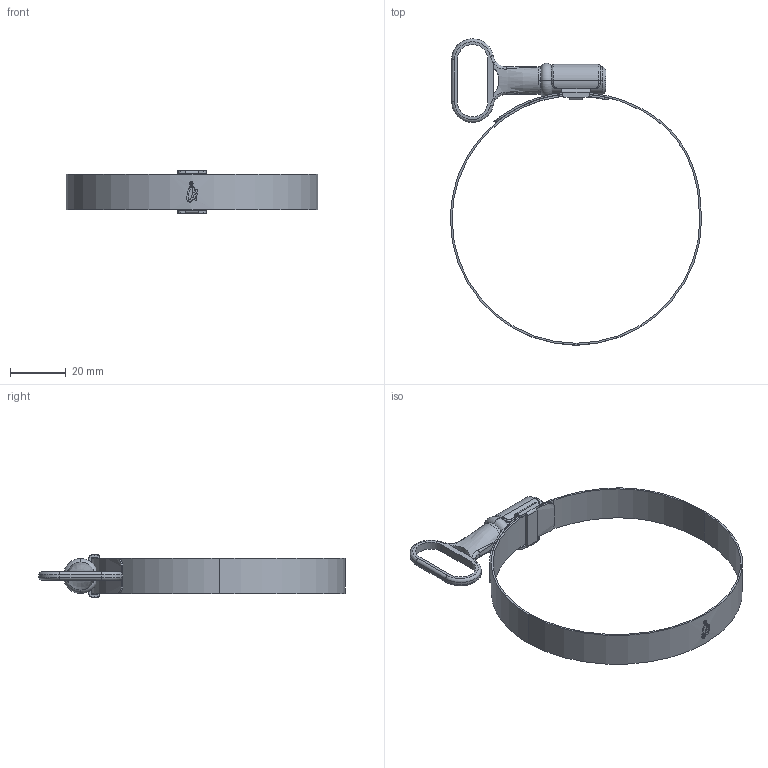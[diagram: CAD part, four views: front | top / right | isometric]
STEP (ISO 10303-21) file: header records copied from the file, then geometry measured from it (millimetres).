
FILE_DESCRIPTION (( 'STEP AP214' ), '1' );
FILE_NAME ('TRI-5Y-TK-48.step', '2025-07-15T14:40:08', ( '' ), ( '' ), 'SwSTEP 2.0', 'SolidWorks 2025', '' );
FILE_SCHEMA (( 'AUTOMOTIVE_DESIGN' ));
Length unit declared in the file: millimetre
Products named in the file (1): TRI-5Y-TK-48
Bounding box: 90.28 x 109.99 x 15.2 mm (x, y, z)
Volume: 6352.9 mm3; surface area: 11945.5 mm2
Topology: 3 solids, 3 shells, 229 faces, 616 edges, 396 vertices
Faces by surface type: cylinder 102, bspline 75, plane 40, torus 10, cone 2
Entity records: 9772 total; most frequent: CARTESIAN_POINT 4773, ORIENTED_EDGE 1224, DIRECTION 727, EDGE_CURVE 612, VERTEX_POINT 396, B_SPLINE_CURVE_WITH_KNOTS 258, AXIS2_PLACEMENT_3D 246, EDGE_LOOP 242
